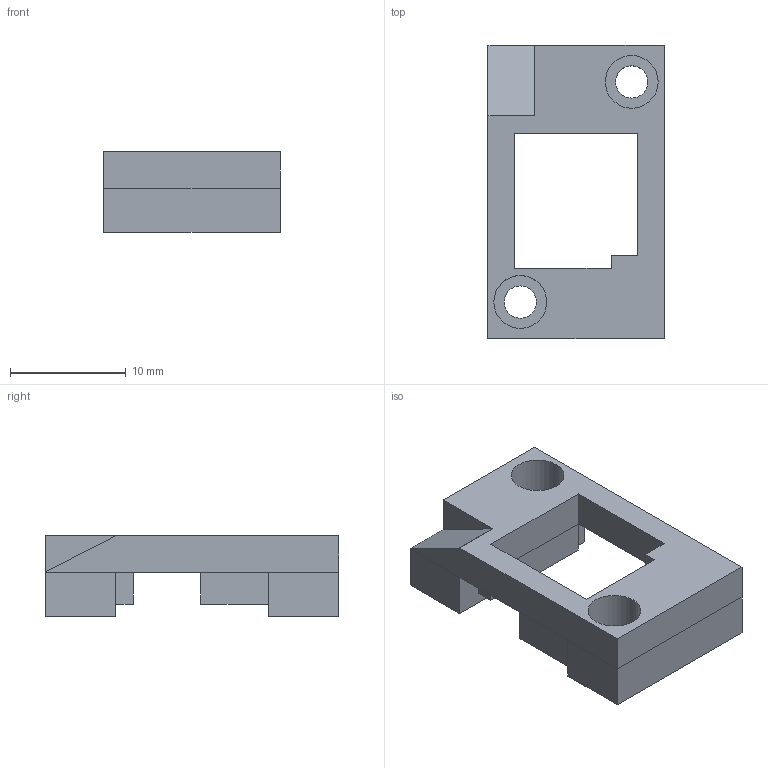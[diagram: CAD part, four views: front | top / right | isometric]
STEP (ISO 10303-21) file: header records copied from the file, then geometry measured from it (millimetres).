
FILE_DESCRIPTION(/* description */ (''),/* implementation_level */ '2;1');
FILE_NAME(/* name */ 'RM3100 Cover v2.step',/* time_stamp */ '2022-12-09T20:39:29-06:00',/* author */ (''),/* organization */ (''),/* preprocessor_version */ 'ST-DEVELOPER v19.2',/* originating_system */ 'Autodesk Translation Framework v11.17.0.187',/* authorisation */ '');
FILE_SCHEMA (('AUTOMOTIVE_DESIGN { 1 0 10303 214 3 1 1 }'));
Length unit declared in the file: inch
Products named in the file (1): RM3100 Cover
Bounding box: 15.24 x 25.4 x 6.99 mm (x, y, z)
Volume: 1448.6 mm3; surface area: 1868.5 mm2
Topology: 5 solids, 5 shells, 47 faces, 111 edges, 74 vertices
Faces by surface type: plane 43, cylinder 4
Full cylindrical faces by diameter (mm): 2.794 x2, 4.572 x2
Entity records: 1384 total; most frequent: CARTESIAN_POINT 233, ORIENTED_EDGE 222, DIRECTION 215, EDGE_CURVE 111, LINE 103, VECTOR 103, VERTEX_POINT 74, EDGE_LOOP 57
